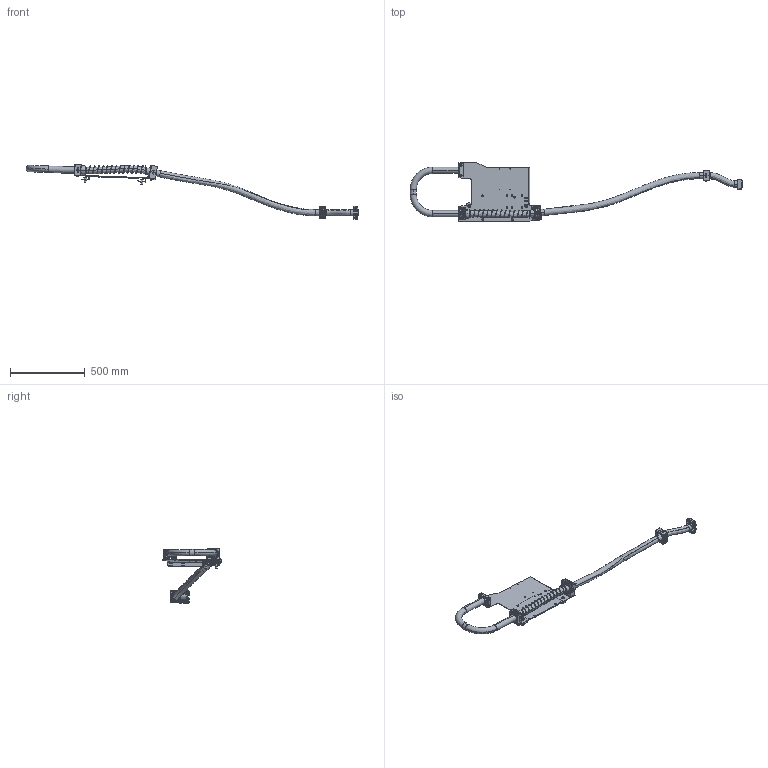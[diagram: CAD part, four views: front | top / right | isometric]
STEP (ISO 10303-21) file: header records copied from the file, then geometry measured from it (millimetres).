
FILE_DESCRIPTION (( 'STEP AP203' ), '1' );
FILE_NAME ('P2301-1.STEP', '2019-12-11T13:32:51', ( 'admin' ), ( '' ), 'SwSTEP 2.0', 'SolidWorks 2017', '' );
FILE_SCHEMA (( 'CONFIG_CONTROL_DESIGN' ));
Length unit declared in the file: millimetre
Products named in the file (1): P2301-1
Bounding box: 2221.68 x 390 x 364.97 mm (x, y, z)
Volume: 2428568.4 mm3; surface area: 1449302 mm2
Topology: 40 solids, 41 shells, 3042 faces, 7591 edges, 4573 vertices
Faces by surface type: cylinder 944, plane 887, bspline 653, torus 238, cone 186, sphere 134
Entity records: 138753 total; most frequent: CARTESIAN_POINT 70254, ORIENTED_EDGE 14832, DIRECTION 13712, EDGE_CURVE 7416, AXIS2_PLACEMENT_3D 5346, VERTEX_POINT 4570, EDGE_LOOP 3298, ADVANCED_FACE 3042
